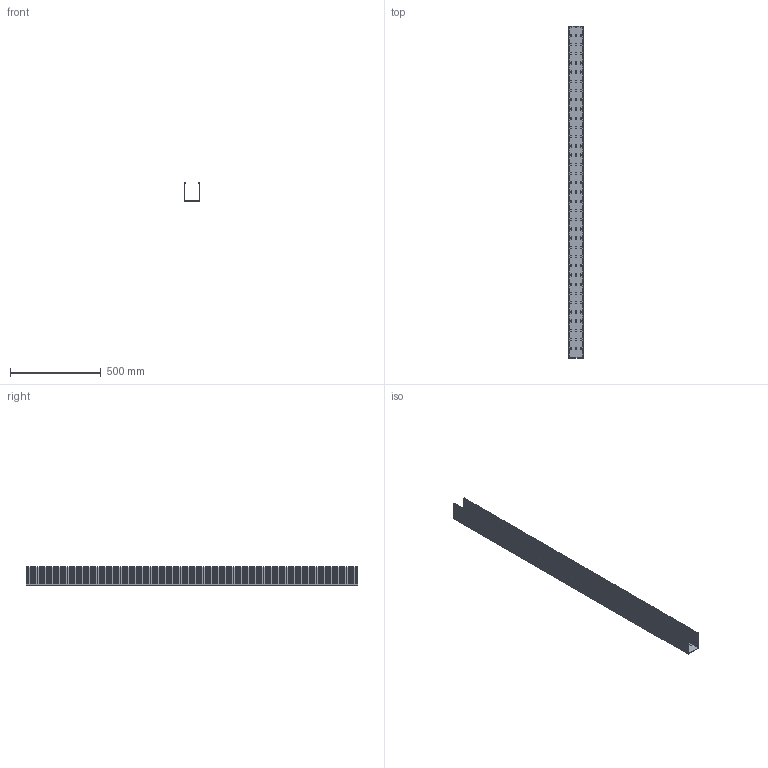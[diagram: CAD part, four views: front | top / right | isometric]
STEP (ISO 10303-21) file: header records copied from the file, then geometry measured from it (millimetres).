
FILE_DESCRIPTION(/* description */ (''),/* implementation_level */ '2;1');
FILE_NAME(/* name */ 'F3x4_Duct_WEB.stp',/* time_stamp */ '2013-05-08T12:36:07-05:00',/* author */ (''),/* organization */ (''),/* preprocessor_version */ 'ST-DEVELOPER v11',/* originating_system */ 'SIEMENS PLM Software NX 7.5',/* authorisation */ '');
FILE_SCHEMA (('CONFIG_CONTROL_DESIGN'));
Products named in the file (1): D11010RR_00
Bounding box: 82.56 x 1828.8 x 101.45 mm (x, y, z)
Volume: 1026123.6 mm3; surface area: 947756.7 mm2
Topology: 1 solids, 1 shells, 3139 faces, 9096 edges, 6064 vertices
Faces by surface type: plane 2926, cylinder 213
Entity records: 101644 total; most frequent: CARTESIAN_POINT 18300, ORIENTED_EDGE 18192, DIRECTION 15802, EDGE_CURVE 9096, LINE 8670, VECTOR 8670, VERTEX_POINT 6064, AXIS2_PLACEMENT_3D 3566
